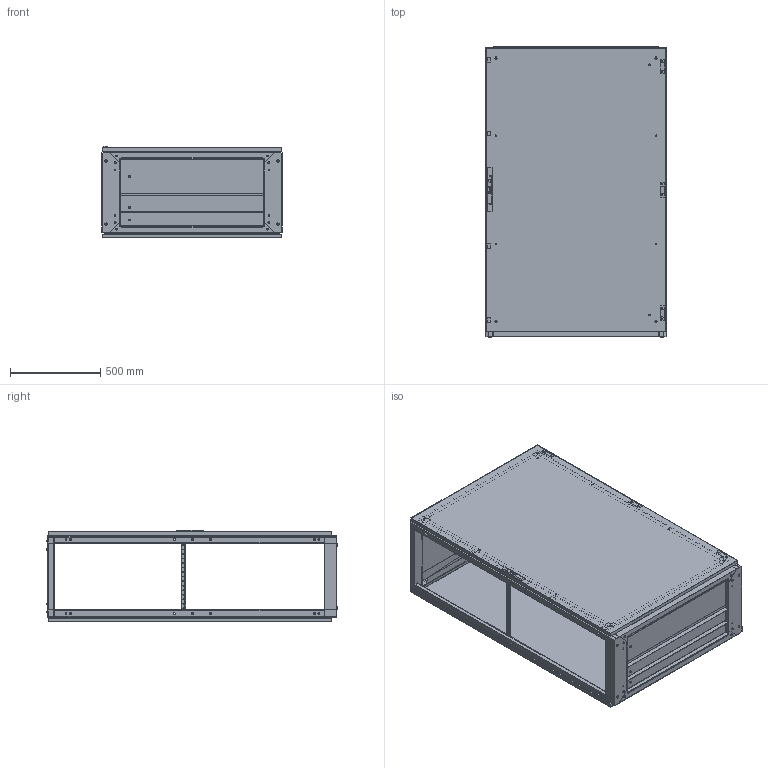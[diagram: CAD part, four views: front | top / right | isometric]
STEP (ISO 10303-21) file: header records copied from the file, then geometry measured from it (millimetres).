
FILE_DESCRIPTION (( 'STEP AP214' ), '1' );
FILE_NAME ('0375-1016-50-00.STEP', '2015-05-05T07:26:00', ( '' ), ( '' ), 'SwSTEP 2.0', 'SolidWorks 2014', '' );
FILE_SCHEMA (( 'AUTOMOTIVE_DESIGN' ));
Length unit declared in the file: millimetre
Products named in the file (13): Strebe rechts vorne-hinten 0395 (Modell) H 1600; Strebe links vorne-hinten 0395 (Modell) H 1600; Dach 0395 (Modell) B 1000 T 500; Bodenblech 0395 (Modell) B 1000 T 500; 0375-1016-50-00; Tuere 0395 (Modell) B 1000 H 1600; Tiefenstrebe 0396 (Modell) T 500; Bodenplatte vorne 0395 (Modell) B 1000 T 500; Bodenplatte mitte 0395 (Modell) B 1000 T 500; Bodenplatte hinten 0395 (Modell) B 1000; Rueckwand 0395 (Modell) B 1000 H 1600; Dachplatte 0395 (Modell) B 1000 T 500; Schrankgrundgestell 0395 (Modell) B 1000 H 1600 T 500
Assembly tree (15 placements, depth 3):
  0375-1016-50-00
    Schrankgrundgestell 0395 (Modell) B 1000 H 1600 T 500
      Bodenblech 0395 (Modell) B 1000 T 500
      Dach 0395 (Modell) B 1000 T 500
      Strebe links vorne-hinten 0395 (Modell) H 1600  x2
      Strebe rechts vorne-hinten 0395 (Modell) H 1600  x2
    Dachplatte 0395 (Modell) B 1000 T 500
    Rueckwand 0395 (Modell) B 1000 H 1600
    Bodenplatte hinten 0395 (Modell) B 1000
    Bodenplatte mitte 0395 (Modell) B 1000 T 500
    Bodenplatte vorne 0395 (Modell) B 1000 T 500
    Tiefenstrebe 0396 (Modell) T 500  x2
    Tuere 0395 (Modell) B 1000 H 1600
Bounding box: 1000 x 1607.6 x 508.5 mm (x, y, z)
Volume: 12098264.6 mm3; surface area: 12919134.7 mm2
Topology: 18 solids, 20 shells, 2758 faces, 7361 edges, 4860 vertices
Faces by surface type: plane 1367, cylinder 1289, cone 102
Entity records: 99163 total; most frequent: DIRECTION 14256, CARTESIAN_POINT 13943, ORIENTED_EDGE 13412, EDGE_CURVE 6706, AXIS2_PLACEMENT_3D 5075, VERTEX_POINT 4426, VECTOR 4106, LINE 4106
